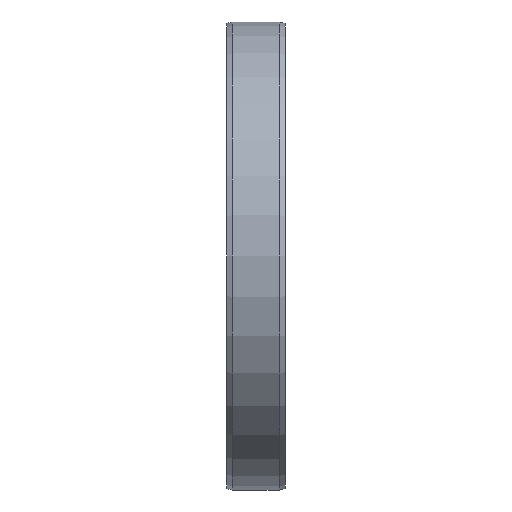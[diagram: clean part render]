
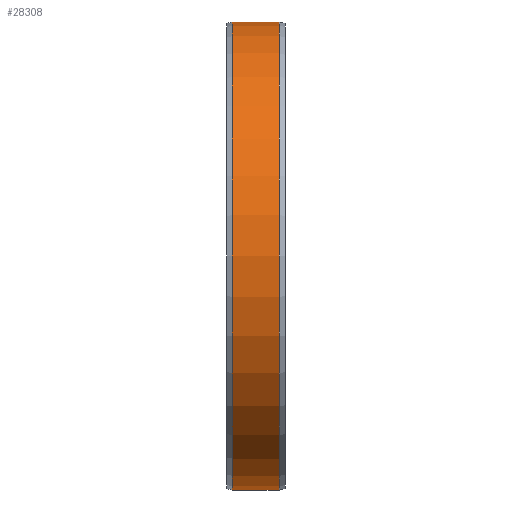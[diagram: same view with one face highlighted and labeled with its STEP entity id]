
A CAD part, left-side view. The second image highlights one B-rep face of the part: STEP entity #28308.
In plain terms, the highlighted cylindrical face has radius 40 mm (diameter 80 mm), a partial arc.
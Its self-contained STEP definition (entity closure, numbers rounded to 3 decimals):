
#27436=CARTESIAN_POINT('',(0.,4.,0.));
#27437=DIRECTION('',(0.,1.,0.));
#27438=DIRECTION('',(0.,0.,-1.));
#27439=AXIS2_PLACEMENT_3D('',#27436,#27437,#27438);
#27466=DIRECTION('',(0.,1.,0.));
#27467=VECTOR('',#27466,8.);
#27468=CARTESIAN_POINT('',(0.,-4.,-40.));
#27469=LINE('',#27468,#27467);
#27481=DIRECTION('',(0.,1.,0.));
#27482=VECTOR('',#27481,8.);
#27483=CARTESIAN_POINT('',(0.,-4.,40.));
#27484=LINE('',#27483,#27482);
#27488=CARTESIAN_POINT('',(0.,-4.,0.));
#27489=DIRECTION('',(0.,1.,0.));
#27490=DIRECTION('',(0.,0.,-1.));
#27491=AXIS2_PLACEMENT_3D('',#27488,#27489,#27490);
#27910=CARTESIAN_POINT('',(0.,-4.,-40.));
#27912=VERTEX_POINT('',#27910);
#27913=CARTESIAN_POINT('',(0.,4.,-40.));
#27914=VERTEX_POINT('',#27913);
#27928=CARTESIAN_POINT('',(0.,-4.,40.));
#27930=VERTEX_POINT('',#27928);
#27931=CARTESIAN_POINT('',(0.,4.,40.));
#27932=VERTEX_POINT('',#27931);
#28297=CARTESIAN_POINT('',(0.,-5.5,0.));
#28298=DIRECTION('',(0.,1.,0.));
#28299=DIRECTION('',(0.,0.,-1.));
#28300=AXIS2_PLACEMENT_3D('',#28297,#28298,#28299);
#28301=CYLINDRICAL_SURFACE('',#28300,40.);
#28302=ORIENTED_EDGE('',*,*,#28288,.T.);
#28303=ORIENTED_EDGE('',*,*,#28265,.T.);
#28304=ORIENTED_EDGE('',*,*,#28291,.F.);
#28305=ORIENTED_EDGE('',*,*,#27983,.F.);
#28306=EDGE_LOOP('',(#28302,#28303,#28304,#28305));
#28307=FACE_OUTER_BOUND('',#28306,.F.);
#27440=CIRCLE('',#27439,40.);
#27492=CIRCLE('',#27491,40.);
#27983=EDGE_CURVE('',#27912,#27930,#27492,.T.);
#28265=EDGE_CURVE('',#27914,#27932,#27440,.T.);
#28288=EDGE_CURVE('',#27912,#27914,#27469,.T.);
#28291=EDGE_CURVE('',#27930,#27932,#27484,.T.);
#28308=ADVANCED_FACE('',(#28307),#28301,.T.);
